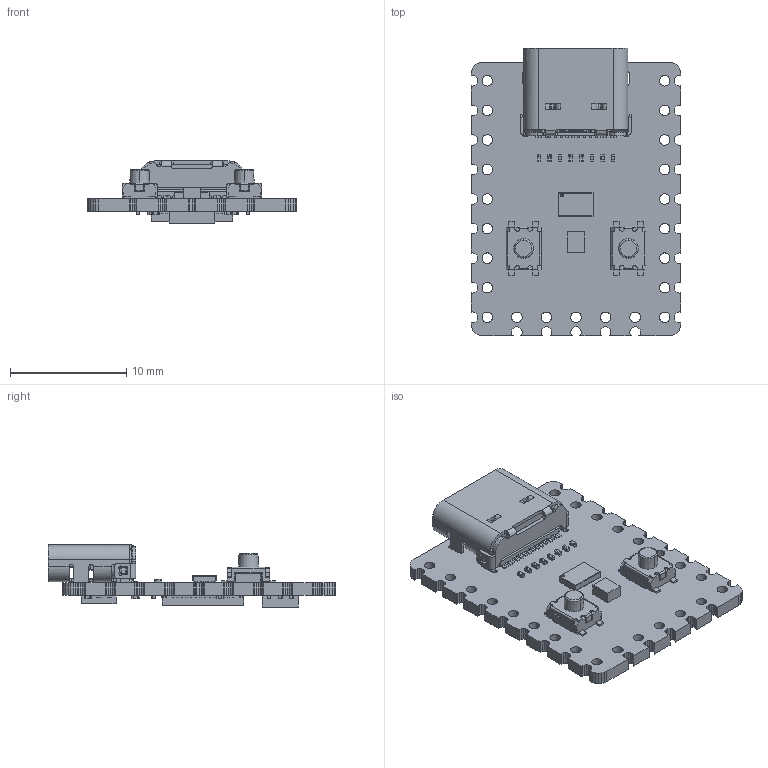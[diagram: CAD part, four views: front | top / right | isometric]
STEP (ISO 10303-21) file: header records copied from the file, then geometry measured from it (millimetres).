
FILE_DESCRIPTION((''),'2;1');
FILE_NAME('RP2040_ZERO_ASM','2022-01-08T18:25:42',('xiaojisheng'),(''),'CREO PARAMETRIC BY PTC INC, 2018050','CREO PARAMETRIC BY PTC INC, 2018050','');
FILE_SCHEMA(('CONFIG_CONTROL_DESIGN','SHAPE_APPEARANCE_LAYERS_GROUPS'));
Products named in the file (82): BOARD; ANSCHL_X_FCSSE_1; K_X_F6RPER_1; USER_LIBRARY-V0201HD_ASM; R9_ASM; R5_ASM; EXTRUDED-32530; 763420864_ASM; L1_ASM; USER_LIBRARY-CHIP_CAP_MLCC_0201; C6_ASM; C1_ASM; C4_ASM; C2_ASM; EXTRUDED-36548; 745553536_ASM; X1_ASM; USER_LIBRARY-RP2040_QFN56_04; U3_ASM; USER_LIBRARY-8MA3_1; USER_LIBRARY-8MA3_2; USER_LIBRARY-8MA3_ASM; U2_ASM; EXTRUDED-175432; 1088560416_ASM; EXTRUDED-175804; 855905760_ASM; U1_ASM; SOLID-176303; SOLID-266517; SOLID-267632; SOLID-268682; SOLID-269938; SOLID-271125; SOLID-273528; SOLID-275954; SOLID-278237; SOLID-280543; SOLID-281855; SOLID-283075 ...
Assembly tree (121 placements, depth 5):
  RP2040_ZERO_ASM
    PCB_ASM
      BOARD
      R9_ASM
        USER_LIBRARY-V0201HD_ASM
          ANSCHL_X_FCSSE_1
          K_X_F6RPER_1
      R5_ASM
        USER_LIBRARY-V0201HD_ASM
          ANSCHL_X_FCSSE_1
          K_X_F6RPER_1
      L1_ASM
        763420864_ASM
          EXTRUDED-32530
      C6_ASM
        USER_LIBRARY-CHIP_CAP_MLCC_0201
      C1_ASM
        USER_LIBRARY-CHIP_CAP_MLCC_0201
      C4_ASM
        USER_LIBRARY-CHIP_CAP_MLCC_0201
      C2_ASM
        USER_LIBRARY-CHIP_CAP_MLCC_0201
      X1_ASM
        745553536_ASM
          EXTRUDED-36548
      U3_ASM
        USER_LIBRARY-RP2040_QFN56_04
      U2_ASM
        USER_LIBRARY-8MA3_ASM
          USER_LIBRARY-8MA3_1
          USER_LIBRARY-8MA3_2
      U1_ASM
        1088560416_ASM
          EXTRUDED-175432
        855905760_ASM  x5
          EXTRUDED-175804
      TYPE_C1_ASM
        698B116-264-211_ASM
          SOLID-176303
          SOLID-266517
          SOLID-267632
          SOLID-268682
          SOLID-269938
          SOLID-271125
          SOLID-273528
          SOLID-275954
          SOLID-278237
          SOLID-280543
          SOLID-281855
          SOLID-283075
          SOLID-286630
          SOLID-290701
          SOLID-293585
          SOLID-297797
          SOLID-300887
          SOLID-304461
          SOLID-305782
          SOLID-307195
          SOLID-312211
          SOLID-317292
Bounding box: 18.02 x 24.72 x 5.34 mm (x, y, z)
Volume: 645.4 mm3; surface area: 2061 mm2
Topology: 83 solids, 95 shells, 5904 faces, 16194 edges, 10322 vertices
Faces by surface type: plane 4014, cylinder 1471, sphere 234, torus 84, extrusion 59, cone 40, bspline 2
Entity records: 182168 total; most frequent: CARTESIAN_POINT 29030, ORIENTED_EDGE 25192, DIRECTION 23264, EDGE_CURVE 12596, VECTOR 10610, LINE 10551, PRESENTATION_STYLE_ASSIGNMENT 8720, VERTEX_POINT 8328
